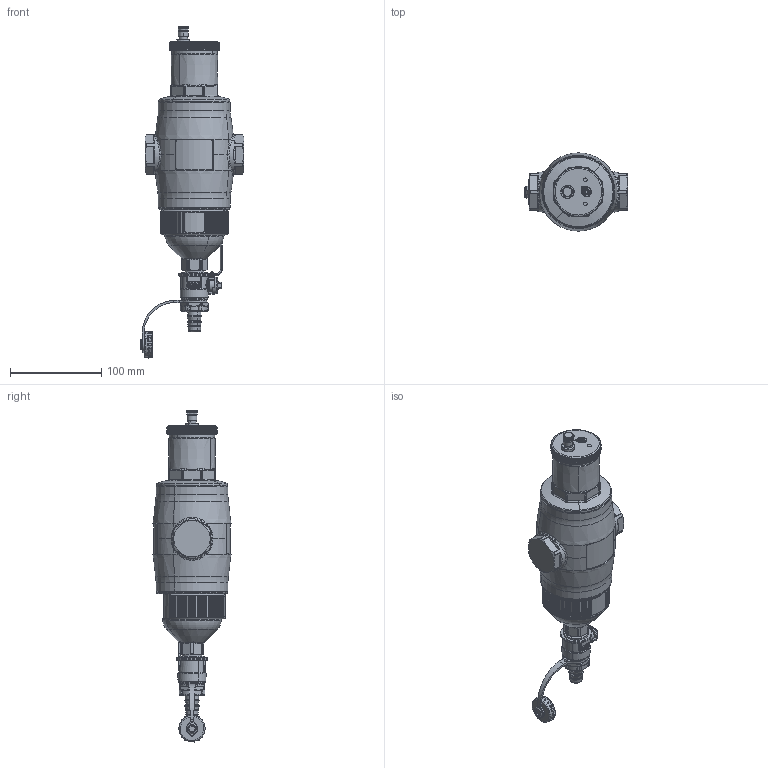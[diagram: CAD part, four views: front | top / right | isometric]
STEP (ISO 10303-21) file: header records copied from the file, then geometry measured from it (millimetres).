
FILE_DESCRIPTION(('CATIA V5 STEP Exchange','CAx-IF Rec.Pracs.--- Model Styling and Organization---1.5--- 2016-08-15','CAx-IF Rec.Pracs.---Supplemental Geometry---1.0---2011-11-01','CAx-IF Rec.Pracs.--- Composite Materials ---3.4---2017-06-13','CAx-IF Rec.Pracs.---Tessellated 3D Geometry---1.0---2015-12-17'),'2;1');
FILE_NAME('STEP_546105_-_TST.stp','2022-12-16T15:14:33+00:00',('none'),('none'),'CATIA Version 5-6 Release 2020 SP5','CATIA V5 STEP AP242 v2','none');
FILE_SCHEMA(('AP242_MANAGED_MODEL_BASED_3D_ENGINEERING_MIM_LF {1 0 10303 442 1 1 4}'));
Products named in the file (1): 546105 - TST
Bounding box: 113.24 x 85.87 x 364.8 mm (x, y, z)
Volume: 1041663.7 mm3; surface area: 81034.5 mm2
Topology: 1 solids, 1 shells, 3311 faces, 8160 edges, 4772 vertices
Faces by surface type: cylinder 1188, bspline 799, plane 713, torus 399, cone 136, sphere 65, revolution 11
Entity records: 143272 total; most frequent: CARTESIAN_POINT 79436, ORIENTED_EDGE 16100, EDGE_CURVE 8050, DIRECTION 8002, VERTEX_POINT 4772, AXIS2_PLACEMENT_3D 4188, B_SPLINE_CURVE_WITH_KNOTS 3840, EDGE_LOOP 3350
